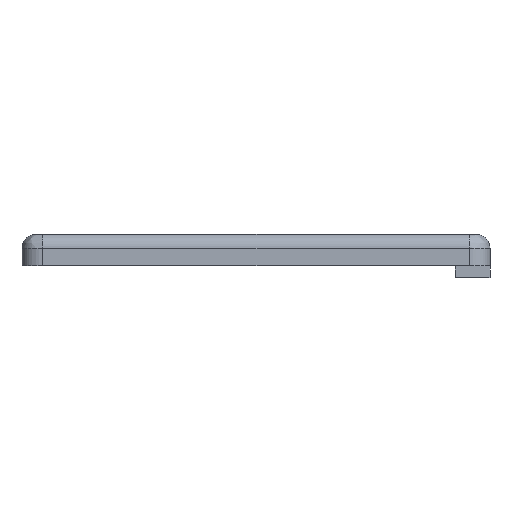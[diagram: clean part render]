
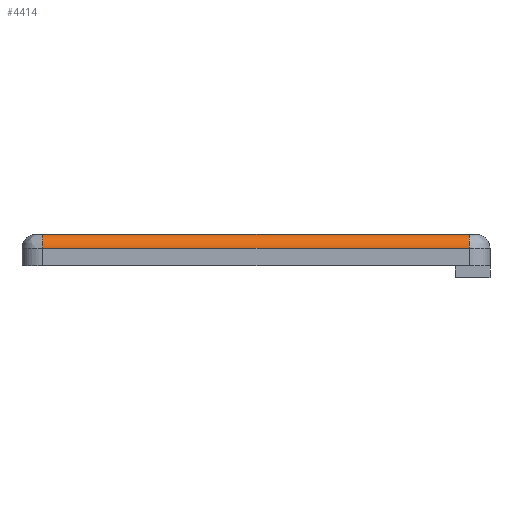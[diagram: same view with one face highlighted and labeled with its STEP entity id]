
A CAD part, left-side view. The second image highlights one B-rep face of the part: STEP entity #4414.
In plain terms, the highlighted cylindrical face has radius 2 mm (diameter 4 mm), a partial arc.
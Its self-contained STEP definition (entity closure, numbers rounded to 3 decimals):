
#16=CYLINDRICAL_SURFACE('',#4544,2.);
#45=CIRCLE('',#4541,2.);
#48=CIRCLE('',#4545,2.);
#350=FACE_OUTER_BOUND('',#606,.T.);
#606=EDGE_LOOP('',(#3781,#3782,#3783,#3784));
#910=LINE('',#8651,#1270);
#911=LINE('',#8652,#1271);
#1270=VECTOR('',#4971,10.);
#1271=VECTOR('',#4972,10.);
#2026=VERTEX_POINT('',#8642);
#2027=VERTEX_POINT('',#8643);
#2028=VERTEX_POINT('',#8648);
#2029=VERTEX_POINT('',#8649);
#2630=EDGE_CURVE('',#2026,#2027,#45,.T.);
#2633=EDGE_CURVE('',#2028,#2029,#48,.T.);
#2634=EDGE_CURVE('',#2029,#2027,#910,.T.);
#2635=EDGE_CURVE('',#2026,#2028,#911,.T.);
#3781=ORIENTED_EDGE('',*,*,#2633,.T.);
#3782=ORIENTED_EDGE('',*,*,#2634,.T.);
#3783=ORIENTED_EDGE('',*,*,#2630,.F.);
#3784=ORIENTED_EDGE('',*,*,#2635,.T.);
#4414=ADVANCED_FACE('',(#350),#16,.T.);
#4541=AXIS2_PLACEMENT_3D('',#8644,#4961,#4962);
#4544=AXIS2_PLACEMENT_3D('',#8647,#4967,#4968);
#4545=AXIS2_PLACEMENT_3D('',#8650,#4969,#4970);
#4961=DIRECTION('center_axis',(0.,-1.,0.));
#4962=DIRECTION('ref_axis',(0.,0.,1.));
#4967=DIRECTION('center_axis',(0.,1.,0.));
#4968=DIRECTION('ref_axis',(-0.707,0.,0.707));
#4969=DIRECTION('center_axis',(0.,-1.,0.));
#4970=DIRECTION('ref_axis',(0.,0.,1.));
#4971=DIRECTION('',(0.,-1.,0.));
#4972=DIRECTION('',(0.,1.,0.));
#8642=CARTESIAN_POINT('',(2.,3.,0.));
#8643=CARTESIAN_POINT('',(0.,3.,-2.));
#8644=CARTESIAN_POINT('Origin',(2.,3.,-2.));
#8647=CARTESIAN_POINT('Origin',(2.,16.81,-2.));
#8648=CARTESIAN_POINT('',(2.,64.24,0.));
#8649=CARTESIAN_POINT('',(0.,64.24,-2.));
#8650=CARTESIAN_POINT('Origin',(2.,64.24,-2.));
#8651=CARTESIAN_POINT('',(0.,16.81,-2.));
#8652=CARTESIAN_POINT('',(2.,16.81,0.));
